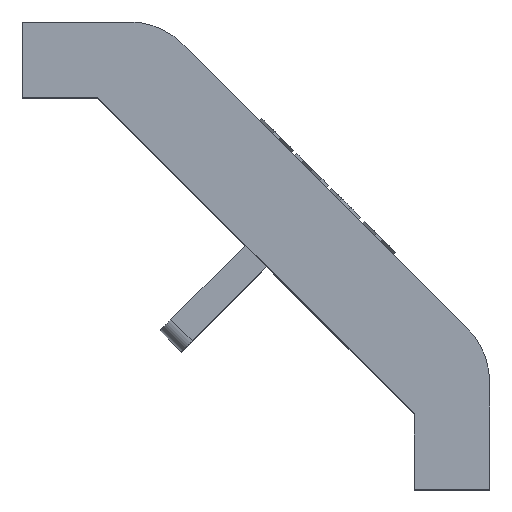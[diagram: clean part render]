
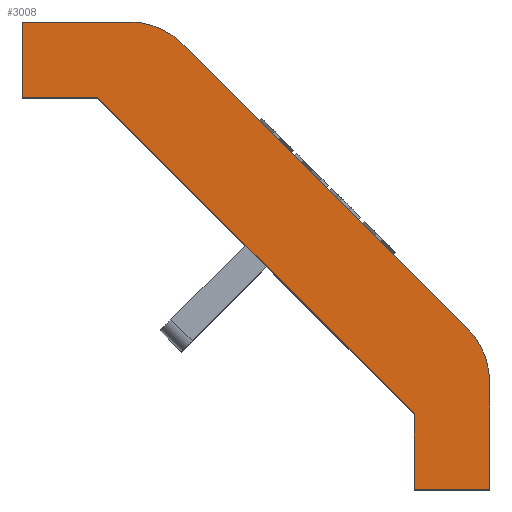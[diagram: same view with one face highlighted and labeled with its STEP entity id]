
A CAD part, top view. The second image highlights one B-rep face of the part: STEP entity #3008.
In plain terms, the highlighted planar face has unit normal (0, 0, 1).
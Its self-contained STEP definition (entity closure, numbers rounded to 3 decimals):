
#1849=CARTESIAN_POINT('',(-20.343,29.536,28.));
#1850=VERTEX_POINT('',#1849);
#1859=CARTESIAN_POINT('',(-1.464,10.657,28.));
#1860=VERTEX_POINT('',#1859);
#1861=CARTESIAN_POINT('',(-1.464,10.657,28.));
#1862=DIRECTION('',(-0.707,0.707,0.0));
#1863=VECTOR('',#1862,26.698);
#1864=LINE('',#1861,#1863);
#1865=EDGE_CURVE('',#1860,#1850,#1864,.T.);
#2383=CARTESIAN_POINT('',(-5.,5.,28.));
#2384=VERTEX_POINT('',#2383);
#2391=CARTESIAN_POINT('',(-26.,26.,28.));
#2392=VERTEX_POINT('',#2391);
#2393=CARTESIAN_POINT('',(-26.,26.,28.));
#2394=DIRECTION('',(0.707,-0.707,0.0));
#2395=VECTOR('',#2394,29.698);
#2396=LINE('',#2393,#2395);
#2397=EDGE_CURVE('',#2392,#2384,#2396,.T.);
#2560=CARTESIAN_POINT('',(-23.879,31.,28.));
#2561=VERTEX_POINT('',#2560);
#2562=CARTESIAN_POINT('',(-23.879,26.,28.));
#2563=DIRECTION('',(0.0,0.0,-1.0));
#2564=DIRECTION('',(0.383,0.924,0.0));
#2565=AXIS2_PLACEMENT_3D('',#2562,#2563,#2564);
#2566=CIRCLE('',#2565,5.0);
#2567=EDGE_CURVE('',#2561,#1850,#2566,.T.);
#2602=CARTESIAN_POINT('',(-31.,31.,28.));
#2603=VERTEX_POINT('',#2602);
#2610=CARTESIAN_POINT('',(-23.879,31.,28.));
#2611=DIRECTION('',(-1.0,0.0,0.0));
#2612=VECTOR('',#2611,7.121);
#2613=LINE('',#2610,#2612);
#2614=EDGE_CURVE('',#2561,#2603,#2613,.T.);
#2681=CARTESIAN_POINT('',(0.,7.121,28.));
#2682=VERTEX_POINT('',#2681);
#2683=CARTESIAN_POINT('',(-5.,7.121,28.));
#2684=DIRECTION('',(0.0,0.0,-1.0));
#2685=DIRECTION('',(0.924,0.383,0.0));
#2686=AXIS2_PLACEMENT_3D('',#2683,#2684,#2685);
#2687=CIRCLE('',#2686,5.);
#2688=EDGE_CURVE('',#1860,#2682,#2687,.T.);
#2707=CARTESIAN_POINT('',(0.0,0.0,28.));
#2708=VERTEX_POINT('',#2707);
#2709=CARTESIAN_POINT('',(0.,0.0,28.));
#2710=DIRECTION('',(0.0,1.0,0.0));
#2711=VECTOR('',#2710,7.121);
#2712=LINE('',#2709,#2711);
#2713=EDGE_CURVE('',#2708,#2682,#2712,.T.);
#2872=CARTESIAN_POINT('',(-5.0,0.,28.));
#2873=VERTEX_POINT('',#2872);
#2874=CARTESIAN_POINT('',(-5.0,0.,28.));
#2875=DIRECTION('',(1.0,0.0,0.0));
#2876=VECTOR('',#2875,5.0);
#2877=LINE('',#2874,#2876);
#2878=EDGE_CURVE('',#2873,#2708,#2877,.T.);
#2925=CARTESIAN_POINT('',(-5.,5.,28.));
#2926=DIRECTION('',(0.0,-1.0,0.0));
#2927=VECTOR('',#2926,5.0);
#2928=LINE('',#2925,#2927);
#2929=EDGE_CURVE('',#2384,#2873,#2928,.T.);
#2942=CARTESIAN_POINT('',(-31.,26.,28.));
#2943=VERTEX_POINT('',#2942);
#2944=CARTESIAN_POINT('',(-31.,26.,28.));
#2945=DIRECTION('',(1.0,0.0,0.0));
#2946=VECTOR('',#2945,5.);
#2947=LINE('',#2944,#2946);
#2948=EDGE_CURVE('',#2943,#2392,#2947,.T.);
#2966=CARTESIAN_POINT('',(-31.,31.,28.));
#2967=DIRECTION('',(0.0,-1.0,0.0));
#2968=VECTOR('',#2967,5.0);
#2969=LINE('',#2966,#2968);
#2970=EDGE_CURVE('',#2603,#2943,#2969,.T.);
#2991=CARTESIAN_POINT('',(-13.893,17.107,28.));
#2992=DIRECTION('',(0.0,0.0,1.0));
#2993=DIRECTION('',(1.0,0.0,0.0));
#2994=AXIS2_PLACEMENT_3D('',#2991,#2992,#2993);
#2995=PLANE('',#2994);
#2996=ORIENTED_EDGE('',*,*,#2567,.F.);
#2997=ORIENTED_EDGE('',*,*,#2614,.T.);
#2998=ORIENTED_EDGE('',*,*,#2970,.T.);
#2999=ORIENTED_EDGE('',*,*,#2948,.T.);
#3000=ORIENTED_EDGE('',*,*,#2397,.T.);
#3001=ORIENTED_EDGE('',*,*,#2929,.T.);
#3002=ORIENTED_EDGE('',*,*,#2878,.T.);
#3003=ORIENTED_EDGE('',*,*,#2713,.T.);
#3004=ORIENTED_EDGE('',*,*,#2688,.F.);
#3005=ORIENTED_EDGE('',*,*,#1865,.T.);
#3006=EDGE_LOOP('',(#2996,#2997,#2998,#2999,#3000,#3001,#3002,#3003,#3004,#3005));
#3007=FACE_OUTER_BOUND('',#3006,.T.);
#3008=ADVANCED_FACE('',(#3007),#2995,.T.);
